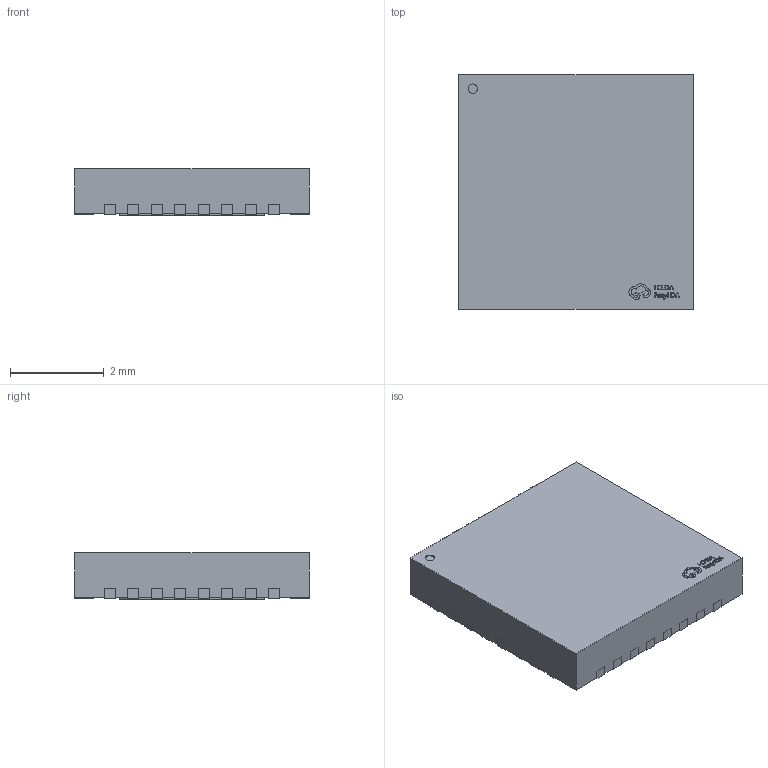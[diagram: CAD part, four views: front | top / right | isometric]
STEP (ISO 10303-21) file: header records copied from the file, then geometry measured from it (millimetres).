
FILE_DESCRIPTION (( 'STEP AP214' ), '1' );
FILE_NAME ('HVQFN-32_L5.0-W5.0-P0.50-TL-EP3.1.step', '2022-07-15T02:29:58', ( '' ), ( '' ), 'SwSTEP 2.0', 'SolidWorks 2020', '' );
FILE_SCHEMA (( 'AUTOMOTIVE_DESIGN' ));
Length unit declared in the file: millimetre
Products named in the file (1): HVQFN-32_L5.0-W5.0-P0.50-TL-EP3.1
Bounding box: 5 x 5 x 1.01 mm (x, y, z)
Volume: 24.3 mm3; surface area: 70.5 mm2
Topology: 1 solids, 1 shells, 498 faces, 1404 edges, 936 vertices
Faces by surface type: plane 344, bspline 112, cylinder 42
Entity records: 22029 total; most frequent: CARTESIAN_POINT 4943, ORIENTED_EDGE 2808, DIRECTION 2034, EDGE_CURVE 1404, LINE 1092, VECTOR 1092, VERTEX_POINT 936, EDGE_LOOP 526
